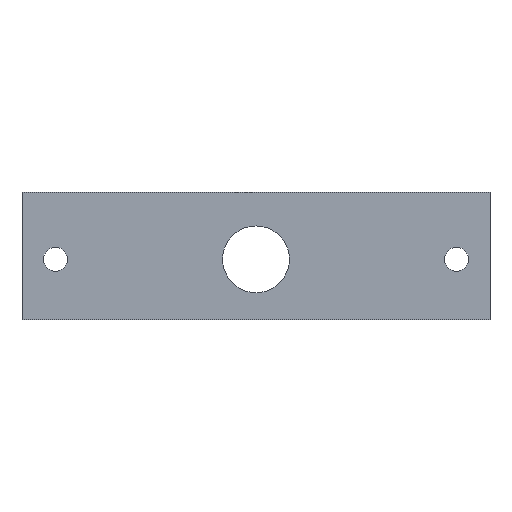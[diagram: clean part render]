
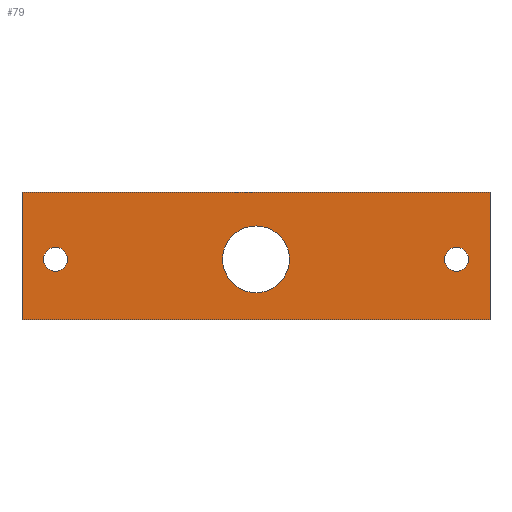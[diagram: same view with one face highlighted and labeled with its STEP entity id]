
A CAD part, top view. The second image highlights one B-rep face of the part: STEP entity #79.
In plain terms, the highlighted planar face has unit normal (0, 0, 1).
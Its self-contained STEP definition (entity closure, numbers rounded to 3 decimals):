
#3 = CARTESIAN_POINT ( 'NONE',  ( -30., -12., 1. ) ) ;
#8 = VECTOR ( 'NONE', #317, 1000. ) ;
#15 = PLANE ( 'NONE',  #194 ) ;
#18 = EDGE_CURVE ( 'NONE', #434, #426, #118, .T. ) ;
#27 = CARTESIAN_POINT ( 'NONE',  ( 5., -12., 1. ) ) ;
#28 = AXIS2_PLACEMENT_3D ( 'NONE', #361, #287, #123 ) ;
#35 = VERTEX_POINT ( 'NONE', #332 ) ;
#40 = CARTESIAN_POINT ( 'NONE',  ( -35., -2., 1. ) ) ;
#56 = AXIS2_PLACEMENT_3D ( 'NONE', #323, #144, #138 ) ;
#61 = DIRECTION ( 'NONE',  ( 1., 0., 0. ) ) ;
#62 = CARTESIAN_POINT ( 'NONE',  ( 30., -12., 1. ) ) ;
#66 = VECTOR ( 'NONE', #261, 1000. ) ;
#68 = DIRECTION ( 'NONE',  ( 1., 0., 0. ) ) ;
#71 = ORIENTED_EDGE ( 'NONE', *, *, #321, .F. ) ;
#76 = EDGE_LOOP ( 'NONE', ( #418, #111 ) ) ;
#77 = CARTESIAN_POINT ( 'NONE',  ( 35., -2., 1. ) ) ;
#79 = ADVANCED_FACE ( 'NONE', ( #193, #447, #124, #437 ), #15, .T. ) ;
#95 = EDGE_LOOP ( 'NONE', ( #272, #172 ) ) ;
#99 = EDGE_CURVE ( 'NONE', #394, #35, #162, .T. ) ;
#102 = DIRECTION ( 'NONE',  ( 1., 0., 0. ) ) ;
#104 = CARTESIAN_POINT ( 'NONE',  ( -28.2, -12., 1. ) ) ;
#107 = DIRECTION ( 'NONE',  ( 0., 0., 1. ) ) ;
#111 = ORIENTED_EDGE ( 'NONE', *, *, #373, .F. ) ;
#118 = LINE ( 'NONE', #255, #273 ) ;
#123 = DIRECTION ( 'NONE',  ( 1., 0., 0. ) ) ;
#124 = FACE_BOUND ( 'NONE', #148, .T. ) ;
#135 = DIRECTION ( 'NONE',  ( 0., 0., 1. ) ) ;
#138 = DIRECTION ( 'NONE',  ( 1., 0., 0. ) ) ;
#142 = DIRECTION ( 'NONE',  ( 0., 0., 1. ) ) ;
#144 = DIRECTION ( 'NONE',  ( 0., 0., 1. ) ) ;
#148 = EDGE_LOOP ( 'NONE', ( #212, #247 ) ) ;
#162 = CIRCLE ( 'NONE', #421, 1.8 ) ;
#163 = CARTESIAN_POINT ( 'NONE',  ( 0., 0., 1. ) ) ;
#171 = CARTESIAN_POINT ( 'NONE',  ( -31.8, -12., 1. ) ) ;
#172 = ORIENTED_EDGE ( 'NONE', *, *, #245, .F. ) ;
#180 = DIRECTION ( 'NONE',  ( 1., 0., 0. ) ) ;
#181 = VERTEX_POINT ( 'NONE', #294 ) ;
#189 = CARTESIAN_POINT ( 'NONE',  ( 28.2, -12., 1. ) ) ;
#193 = FACE_OUTER_BOUND ( 'NONE', #289, .T. ) ;
#194 = AXIS2_PLACEMENT_3D ( 'NONE', #163, #264, #61 ) ;
#199 = VERTEX_POINT ( 'NONE', #27 ) ;
#206 = CARTESIAN_POINT ( 'NONE',  ( -35., -21., 1. ) ) ;
#209 = DIRECTION ( 'NONE',  ( 1., 0., 0. ) ) ;
#212 = ORIENTED_EDGE ( 'NONE', *, *, #327, .F. ) ;
#220 = LINE ( 'NONE', #405, #66 ) ;
#222 = VERTEX_POINT ( 'NONE', #171 ) ;
#238 = VERTEX_POINT ( 'NONE', #104 ) ;
#245 = EDGE_CURVE ( 'NONE', #222, #238, #450, .T. ) ;
#247 = ORIENTED_EDGE ( 'NONE', *, *, #99, .F. ) ;
#255 = CARTESIAN_POINT ( 'NONE',  ( 35., -21., 1. ) ) ;
#258 = CIRCLE ( 'NONE', #56, 1.8 ) ;
#261 = DIRECTION ( 'NONE',  ( 1., 0., 0. ) ) ;
#264 = DIRECTION ( 'NONE',  ( 0., 0., 1. ) ) ;
#266 = CIRCLE ( 'NONE', #296, 1.8 ) ;
#269 = EDGE_CURVE ( 'NONE', #181, #349, #459, .T. ) ;
#272 = ORIENTED_EDGE ( 'NONE', *, *, #338, .F. ) ;
#273 = VECTOR ( 'NONE', #397, 1000. ) ;
#275 = EDGE_CURVE ( 'NONE', #286, #199, #312, .T. ) ;
#276 = CARTESIAN_POINT ( 'NONE',  ( -35., -21., 1. ) ) ;
#281 = CARTESIAN_POINT ( 'NONE',  ( 30., -12., 1. ) ) ;
#284 = ORIENTED_EDGE ( 'NONE', *, *, #18, .T. ) ;
#286 = VERTEX_POINT ( 'NONE', #350 ) ;
#287 = DIRECTION ( 'NONE',  ( 0., 0., 1. ) ) ;
#289 = EDGE_LOOP ( 'NONE', ( #71, #385, #324, #284 ) ) ;
#294 = CARTESIAN_POINT ( 'NONE',  ( -35., -2., 1. ) ) ;
#295 = CARTESIAN_POINT ( 'NONE',  ( 35., -21., 1. ) ) ;
#296 = AXIS2_PLACEMENT_3D ( 'NONE', #281, #135, #180 ) ;
#300 = DIRECTION ( 'NONE',  ( 0., 0., 1. ) ) ;
#312 = CIRCLE ( 'NONE', #445, 5. ) ;
#317 = DIRECTION ( 'NONE',  ( 0., -1., 0. ) ) ;
#320 = CARTESIAN_POINT ( 'NONE',  ( 0., -12., 1. ) ) ;
#321 = EDGE_CURVE ( 'NONE', #181, #426, #356, .T. ) ;
#323 = CARTESIAN_POINT ( 'NONE',  ( -30., -12., 1. ) ) ;
#324 = ORIENTED_EDGE ( 'NONE', *, *, #393, .T. ) ;
#327 = EDGE_CURVE ( 'NONE', #35, #394, #266, .T. ) ;
#332 = CARTESIAN_POINT ( 'NONE',  ( 31.8, -12., 1. ) ) ;
#338 = EDGE_CURVE ( 'NONE', #238, #222, #258, .T. ) ;
#349 = VERTEX_POINT ( 'NONE', #276 ) ;
#350 = CARTESIAN_POINT ( 'NONE',  ( -5., -12., 1. ) ) ;
#356 = LINE ( 'NONE', #40, #371 ) ;
#361 = CARTESIAN_POINT ( 'NONE',  ( 0., -12., 1. ) ) ;
#371 = VECTOR ( 'NONE', #68, 1000. ) ;
#373 = EDGE_CURVE ( 'NONE', #199, #286, #431, .T. ) ;
#385 = ORIENTED_EDGE ( 'NONE', *, *, #269, .T. ) ;
#393 = EDGE_CURVE ( 'NONE', #349, #434, #220, .T. ) ;
#394 = VERTEX_POINT ( 'NONE', #189 ) ;
#397 = DIRECTION ( 'NONE',  ( 0., 1., 0. ) ) ;
#405 = CARTESIAN_POINT ( 'NONE',  ( 35., -21., 1. ) ) ;
#410 = AXIS2_PLACEMENT_3D ( 'NONE', #3, #107, #102 ) ;
#418 = ORIENTED_EDGE ( 'NONE', *, *, #275, .F. ) ;
#421 = AXIS2_PLACEMENT_3D ( 'NONE', #62, #300, #442 ) ;
#426 = VERTEX_POINT ( 'NONE', #77 ) ;
#431 = CIRCLE ( 'NONE', #28, 5. ) ;
#434 = VERTEX_POINT ( 'NONE', #295 ) ;
#437 = FACE_BOUND ( 'NONE', #76, .T. ) ;
#442 = DIRECTION ( 'NONE',  ( 1., 0., 0. ) ) ;
#445 = AXIS2_PLACEMENT_3D ( 'NONE', #320, #142, #209 ) ;
#447 = FACE_BOUND ( 'NONE', #95, .T. ) ;
#450 = CIRCLE ( 'NONE', #410, 1.8 ) ;
#459 = LINE ( 'NONE', #206, #8 ) ;
